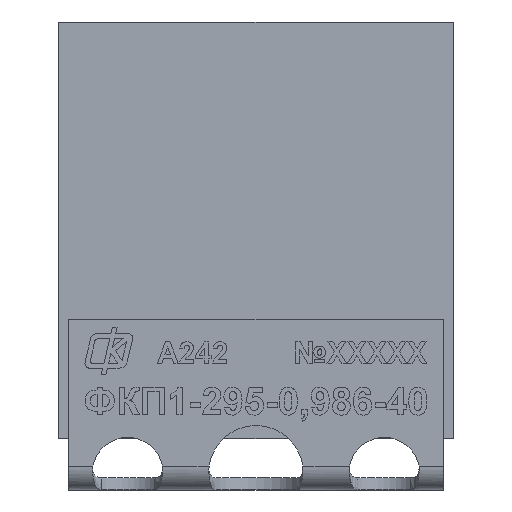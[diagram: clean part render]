
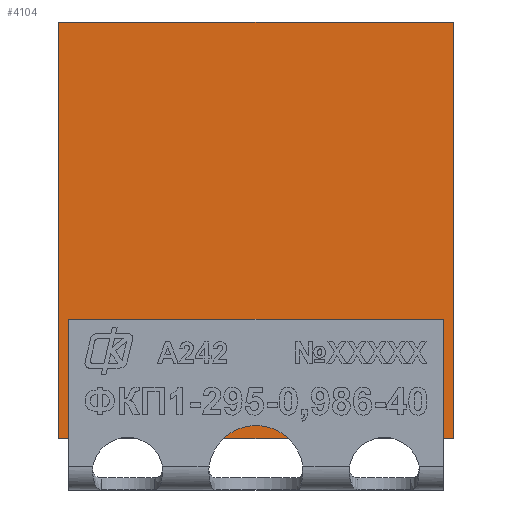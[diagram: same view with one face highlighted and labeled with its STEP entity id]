
A CAD part, top view. The second image highlights one B-rep face of the part: STEP entity #4104.
In plain terms, the highlighted planar face has unit normal (0, 0, 1).
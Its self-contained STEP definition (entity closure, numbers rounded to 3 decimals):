
#4104=ADVANCED_FACE('',(#11495),#11497,.F.);
#11495=FACE_BOUND('',#11496,.T.);
#11496=EDGE_LOOP('',(#14013,#14014,#14015,#14016));
#11497=PLANE('',#11498);
#11498=AXIS2_PLACEMENT_3D('',#11499,#11500,#11501);
#11499=CARTESIAN_POINT('',(-5.,5.275,1.8));
#11500=DIRECTION('',(0.,0.,-1.));
#11501=DIRECTION('',(-1.,0.,0.));
#14013=ORIENTED_EDGE('',*,*,#15284,.T.);
#14014=ORIENTED_EDGE('',*,*,#15292,.F.);
#14015=ORIENTED_EDGE('',*,*,#15280,.F.);
#14016=ORIENTED_EDGE('',*,*,#15310,.T.);
#15280=EDGE_CURVE('',#17292,#17287,#17294,.T.);
#15284=EDGE_CURVE('',#17296,#17300,#17302,.T.);
#15292=EDGE_CURVE('',#17287,#17300,#17316,.T.);
#15310=EDGE_CURVE('',#17292,#17296,#17348,.T.);
#17287=VERTEX_POINT('',#31667);
#17292=VERTEX_POINT('',#31676);
#17294=LINE('',#31680,#31681);
#17296=VERTEX_POINT('',#31684);
#17300=VERTEX_POINT('',#31692);
#17302=LINE('',#31696,#31697);
#17316=LINE('',#31726,#31727);
#17348=LINE('',#31794,#31795);
#31667=CARTESIAN_POINT('',(5.,5.275,1.8));
#31676=CARTESIAN_POINT('',(-5.,5.275,1.8));
#31680=CARTESIAN_POINT('',(-5.,5.275,1.8));
#31681=VECTOR('',#31682,1.);
#31682=DIRECTION('',(1.,0.,0.));
#31684=CARTESIAN_POINT('',(-5.,-5.275,1.8));
#31692=CARTESIAN_POINT('',(5.,-5.275,1.8));
#31696=CARTESIAN_POINT('',(-5.,-5.275,1.8));
#31697=VECTOR('',#31698,1.);
#31698=DIRECTION('',(1.,0.,0.));
#31726=CARTESIAN_POINT('',(5.,5.275,1.8));
#31727=VECTOR('',#31728,1.);
#31728=DIRECTION('',(0.,-1.,0.));
#31794=CARTESIAN_POINT('',(-5.,5.275,1.8));
#31795=VECTOR('',#31796,1.);
#31796=DIRECTION('',(0.,-1.,0.));
